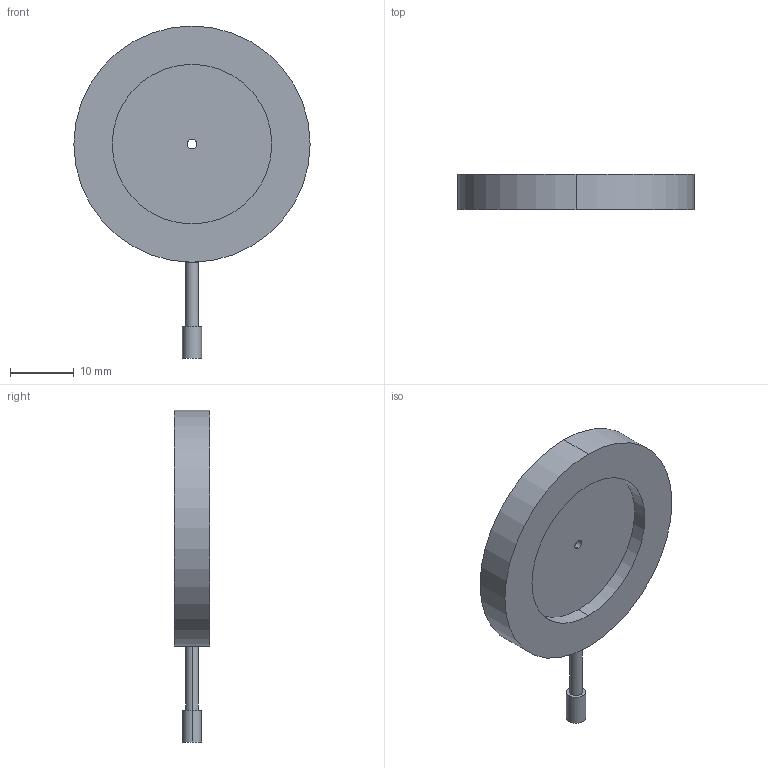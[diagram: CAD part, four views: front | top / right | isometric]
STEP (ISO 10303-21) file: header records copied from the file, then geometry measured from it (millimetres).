
FILE_DESCRIPTION (( 'STEP AP214' ), '1' );
FILE_NAME ('ID1525.STEP', '2024-11-06T08:44:12', ( '' ), ( '' ), 'SwSTEP 2.0', 'SolidWorks 2024', '' );
FILE_SCHEMA (( 'AUTOMOTIVE_DESIGN' ));
Length unit declared in the file: millimetre
Products named in the file (1): ID1525
Bounding box: 37 x 5.5 x 52 mm (x, y, z)
Volume: 3769.7 mm3; surface area: 3262.2 mm2
Topology: 1 solids, 1 shells, 18 faces, 39 edges, 26 vertices
Faces by surface type: cylinder 12, plane 6
Entity records: 558 total; most frequent: CARTESIAN_POINT 118, DIRECTION 95, ORIENTED_EDGE 78, AXIS2_PLACEMENT_3D 41, EDGE_CURVE 39, VERTEX_POINT 26, EDGE_LOOP 23, CIRCLE 22
